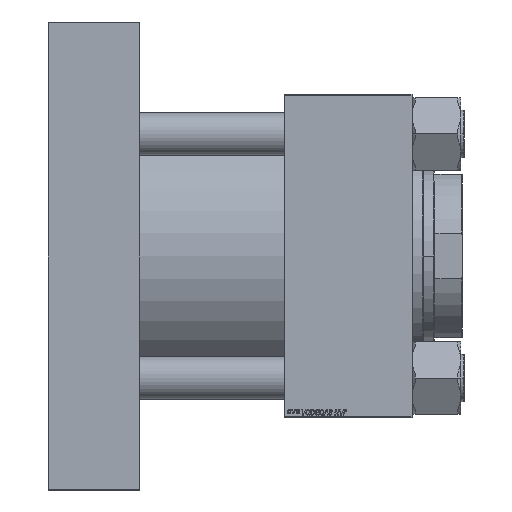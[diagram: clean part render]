
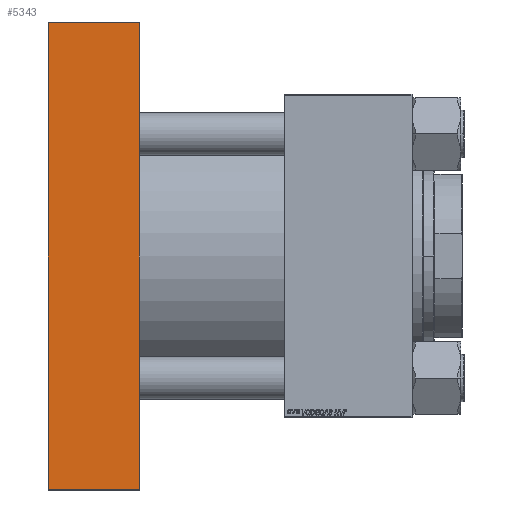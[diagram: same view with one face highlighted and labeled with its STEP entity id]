
A CAD part, front view. The second image highlights one B-rep face of the part: STEP entity #5343.
In plain terms, the highlighted planar face has unit normal (0, -1, 0).
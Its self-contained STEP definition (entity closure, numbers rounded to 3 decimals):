
#1413 = VECTOR ( 'NONE', #15977, 1000. ) ;
#2054 = ORIENTED_EDGE ( 'NONE', *, *, #13694, .T. ) ;
#2252 = EDGE_LOOP ( 'NONE', ( #2054, #46636, #13539, #28119 ) ) ;
#2764 = DIRECTION ( 'NONE',  ( -1., 0., 0. ) ) ;
#3010 = LINE ( 'NONE', #33917, #35863 ) ;
#3728 = VECTOR ( 'NONE', #43901, 1000. ) ;
#5343 = ADVANCED_FACE ( 'NONE', ( #30549 ), #18806, .F. ) ;
#10383 = CARTESIAN_POINT ( 'NONE',  ( 58., -102.5, -148. ) ) ;
#11128 = DIRECTION ( 'NONE',  ( 0., 1., 0. ) ) ;
#11906 = AXIS2_PLACEMENT_3D ( 'NONE', #19048, #11128, #14466 ) ;
#11938 = VERTEX_POINT ( 'NONE', #41188 ) ;
#13539 = ORIENTED_EDGE ( 'NONE', *, *, #23733, .F. ) ;
#13694 = EDGE_CURVE ( 'NONE', #11938, #37020, #22741, .T. ) ;
#14466 = DIRECTION ( 'NONE',  ( 0., 0., 1. ) ) ;
#15977 = DIRECTION ( 'NONE',  ( 1., 0., 0. ) ) ;
#18806 = PLANE ( 'NONE',  #11906 ) ;
#19048 = CARTESIAN_POINT ( 'NONE',  ( 58., -102.5, 148.5 ) ) ;
#22741 = LINE ( 'NONE', #49850, #30800 ) ;
#23733 = EDGE_CURVE ( 'NONE', #32101, #43719, #47725, .T. ) ;
#24413 = CARTESIAN_POINT ( 'NONE',  ( 0., -102.5, -148. ) ) ;
#28119 = ORIENTED_EDGE ( 'NONE', *, *, #36817, .T. ) ;
#30296 = CARTESIAN_POINT ( 'NONE',  ( 58., -102.5, 148. ) ) ;
#30549 = FACE_OUTER_BOUND ( 'NONE', #2252, .T. ) ;
#30800 = VECTOR ( 'NONE', #38346, 1000. ) ;
#31424 = CARTESIAN_POINT ( 'NONE',  ( 58., -102.5, 148.5 ) ) ;
#32101 = VERTEX_POINT ( 'NONE', #30296 ) ;
#33917 = CARTESIAN_POINT ( 'NONE',  ( 58., -102.5, 148. ) ) ;
#35863 = VECTOR ( 'NONE', #2764, 1000. ) ;
#35882 = CARTESIAN_POINT ( 'NONE',  ( 58., -102.5, -148. ) ) ;
#36817 = EDGE_CURVE ( 'NONE', #32101, #11938, #3010, .T. ) ;
#37020 = VERTEX_POINT ( 'NONE', #24413 ) ;
#38346 = DIRECTION ( 'NONE',  ( 0., 0., -1. ) ) ;
#41188 = CARTESIAN_POINT ( 'NONE',  ( 0., -102.5, 148. ) ) ;
#43719 = VERTEX_POINT ( 'NONE', #10383 ) ;
#43780 = EDGE_CURVE ( 'NONE', #37020, #43719, #46648, .T. ) ;
#43901 = DIRECTION ( 'NONE',  ( 0., 0., -1. ) ) ;
#46636 = ORIENTED_EDGE ( 'NONE', *, *, #43780, .T. ) ;
#46648 = LINE ( 'NONE', #35882, #1413 ) ;
#47725 = LINE ( 'NONE', #31424, #3728 ) ;
#49850 = CARTESIAN_POINT ( 'NONE',  ( 0., -102.5, 148.5 ) ) ;
